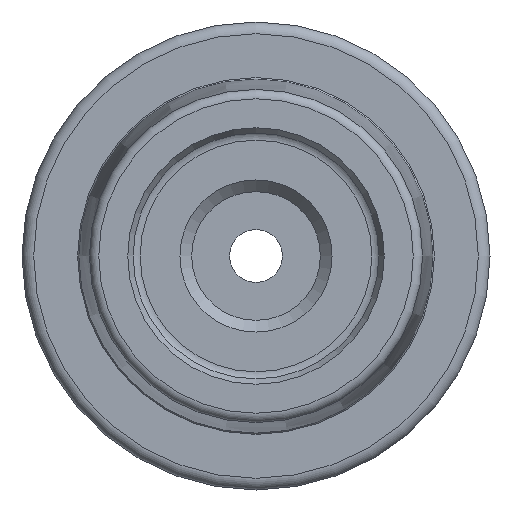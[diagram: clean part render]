
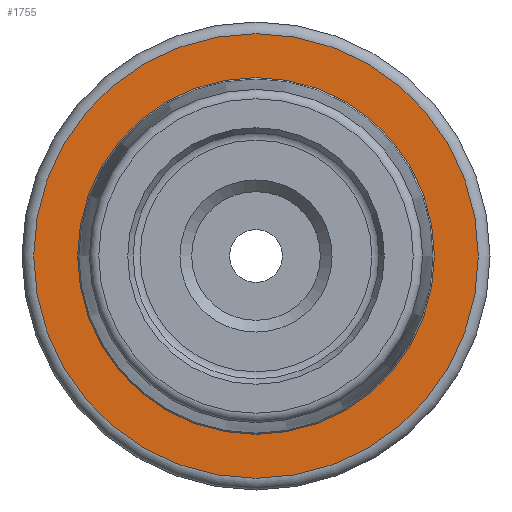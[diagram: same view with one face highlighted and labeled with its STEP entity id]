
A CAD part, left-side view. The second image highlights one B-rep face of the part: STEP entity #1755.
In plain terms, the highlighted planar face has unit normal (-1, 0, 0).
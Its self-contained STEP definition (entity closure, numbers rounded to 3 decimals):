
#95=FACE_BOUND('',#513,.T.);
#304=PLANE('',#1961);
#392=FACE_OUTER_BOUND('',#512,.T.);
#512=EDGE_LOOP('',(#1525));
#513=EDGE_LOOP('',(#1526));
#629=CIRCLE('',#1960,15.246);
#630=CIRCLE('',#1962,19.);
#826=VERTEX_POINT('',#5401);
#827=VERTEX_POINT('',#5405);
#1066=EDGE_CURVE('',#826,#826,#629,.T.);
#1067=EDGE_CURVE('',#827,#827,#630,.T.);
#1525=ORIENTED_EDGE('',*,*,#1067,.F.);
#1526=ORIENTED_EDGE('',*,*,#1066,.T.);
#1755=ADVANCED_FACE('',(#392,#95),#304,.T.);
#1960=AXIS2_PLACEMENT_3D('',#5403,#2421,#2422);
#1961=AXIS2_PLACEMENT_3D('',#5404,#2423,#2424);
#1962=AXIS2_PLACEMENT_3D('',#5406,#2425,#2426);
#2421=DIRECTION('center_axis',(1.,0.,0.));
#2422=DIRECTION('ref_axis',(0.,0.,-1.));
#2423=DIRECTION('center_axis',(-1.,0.,0.));
#2424=DIRECTION('ref_axis',(0.,0.,1.));
#2425=DIRECTION('center_axis',(1.,0.,0.));
#2426=DIRECTION('ref_axis',(0.,0.,-1.));
#5401=CARTESIAN_POINT('',(0.,0.,15.246));
#5403=CARTESIAN_POINT('Origin',(0.,0.,0.));
#5404=CARTESIAN_POINT('Origin',(0.,19.,0.));
#5405=CARTESIAN_POINT('',(0.,0.,19.));
#5406=CARTESIAN_POINT('Origin',(0.,0.,0.));
